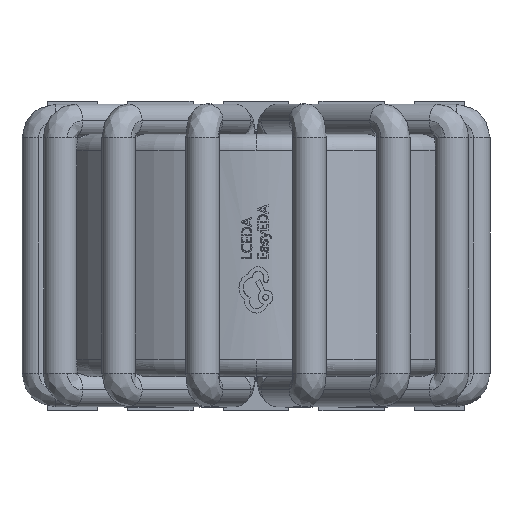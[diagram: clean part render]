
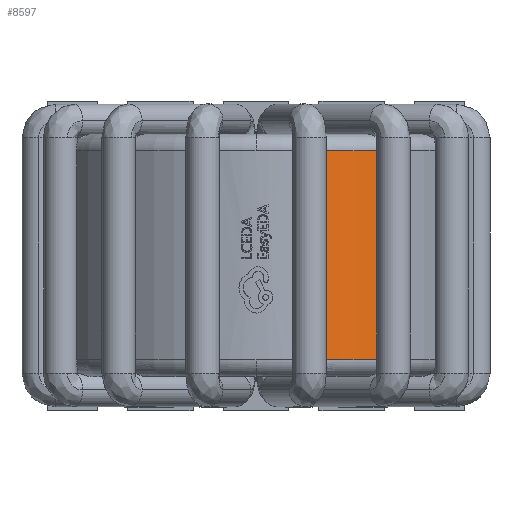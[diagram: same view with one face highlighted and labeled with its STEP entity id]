
A CAD part, top view. The second image highlights one B-rep face of the part: STEP entity #8597.
In plain terms, the highlighted cylindrical face has radius 12.25 mm (diameter 24.5 mm), a partial arc.
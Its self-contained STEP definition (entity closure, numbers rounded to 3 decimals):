
#295 = EDGE_CURVE ( 'NONE', #20816, #31706, #14013, .T. ) ;
#796 = FACE_OUTER_BOUND ( 'NONE', #25280, .T. ) ;
#1127 = AXIS2_PLACEMENT_3D ( 'NONE', #7224, #13095, #9726 ) ;
#1222 = VERTEX_POINT ( 'NONE', #33275 ) ;
#1670 = VERTEX_POINT ( 'NONE', #33685 ) ;
#3025 = DIRECTION ( 'NONE',  ( 0., 0., 1. ) ) ;
#3424 = ORIENTED_EDGE ( 'NONE', *, *, #295, .T. ) ;
#4274 = DIRECTION ( 'NONE',  ( 0., 1., 0. ) ) ;
#6056 = DIRECTION ( 'NONE',  ( 0., -1., 0. ) ) ;
#6301 = DIRECTION ( 'NONE',  ( 0., 0., -1. ) ) ;
#7224 = CARTESIAN_POINT ( 'NONE',  ( 0., -6.25, 17.14 ) ) ;
#7648 = LINE ( 'NONE', #28738, #10285 ) ;
#8355 = ORIENTED_EDGE ( 'NONE', *, *, #10745, .T. ) ;
#8597 = ADVANCED_FACE ( 'NONE', ( #796 ), #20039, .T. ) ;
#9726 = DIRECTION ( 'NONE',  ( 0., 0., 1. ) ) ;
#10285 = VECTOR ( 'NONE', #4274, 1000. ) ;
#10745 = EDGE_CURVE ( 'NONE', #1670, #1222, #7648, .T. ) ;
#10809 = CARTESIAN_POINT ( 'NONE',  ( 3.628, 6.25, 28.841 ) ) ;
#11124 = CARTESIAN_POINT ( 'NONE',  ( 0., 7.25, 17.14 ) ) ;
#11366 = CIRCLE ( 'NONE', #1127, 12.25 ) ;
#11529 = CARTESIAN_POINT ( 'NONE',  ( 3.628, 0., 28.841 ) ) ;
#12079 = EDGE_CURVE ( 'NONE', #31706, #1670, #11366, .T. ) ;
#13095 = DIRECTION ( 'NONE',  ( 0., 1., 0. ) ) ;
#14013 = LINE ( 'NONE', #11529, #33580 ) ;
#15751 = AXIS2_PLACEMENT_3D ( 'NONE', #11124, #19864, #6301 ) ;
#17077 = DIRECTION ( 'NONE',  ( 0., -1., 0. ) ) ;
#19798 = ORIENTED_EDGE ( 'NONE', *, *, #26806, .T. ) ;
#19864 = DIRECTION ( 'NONE',  ( 0., -1., 0. ) ) ;
#20039 = CYLINDRICAL_SURFACE ( 'NONE', #15751, 12.25 ) ;
#20816 = VERTEX_POINT ( 'NONE', #10809 ) ;
#24644 = CIRCLE ( 'NONE', #26932, 12.25 ) ;
#25280 = EDGE_LOOP ( 'NONE', ( #8355, #19798, #3424, #28236 ) ) ;
#26382 = CARTESIAN_POINT ( 'NONE',  ( 3.628, -6.25, 28.841 ) ) ;
#26806 = EDGE_CURVE ( 'NONE', #1222, #20816, #24644, .T. ) ;
#26932 = AXIS2_PLACEMENT_3D ( 'NONE', #33191, #6056, #3025 ) ;
#28236 = ORIENTED_EDGE ( 'NONE', *, *, #12079, .T. ) ;
#28738 = CARTESIAN_POINT ( 'NONE',  ( 7.24, 0., 27.021 ) ) ;
#31706 = VERTEX_POINT ( 'NONE', #26382 ) ;
#33191 = CARTESIAN_POINT ( 'NONE',  ( 0., 6.25, 17.14 ) ) ;
#33275 = CARTESIAN_POINT ( 'NONE',  ( 7.24, 6.25, 27.021 ) ) ;
#33580 = VECTOR ( 'NONE', #17077, 1000. ) ;
#33685 = CARTESIAN_POINT ( 'NONE',  ( 7.24, -6.25, 27.021 ) ) ;
